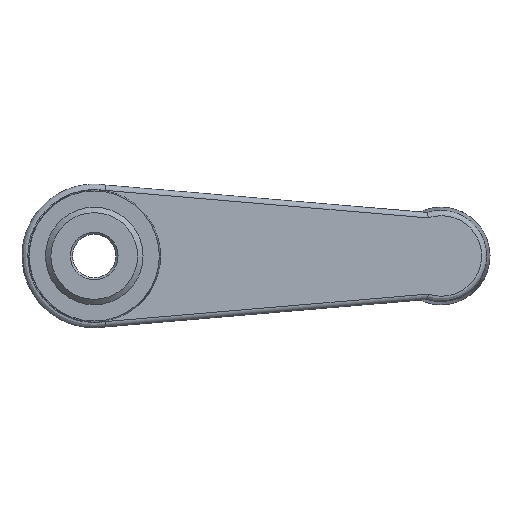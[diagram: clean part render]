
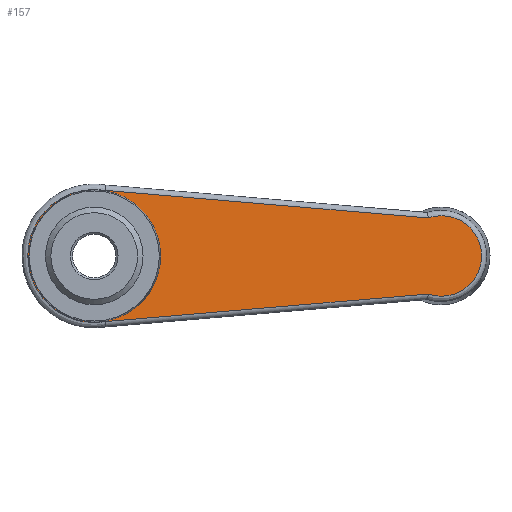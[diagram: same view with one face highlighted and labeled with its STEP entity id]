
A CAD part, front view. The second image highlights one B-rep face of the part: STEP entity #157.
In plain terms, the highlighted planar face has unit normal (0.102, -0.995, 0).
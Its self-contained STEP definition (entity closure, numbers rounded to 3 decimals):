
#112=ELLIPSE('',#618,7.462,7.423);
#113=ELLIPSE('',#619,12.336,12.272);
#114=ELLIPSE('',#620,12.22,12.156);
#157=ADVANCED_FACE('',(#239,#204),#194,.T.);
#194=PLANE('',#621);
#204=FACE_BOUND('',#272,.T.);
#239=FACE_OUTER_BOUND('',#271,.T.);
#271=EDGE_LOOP('',(#373,#374,#375,#376));
#272=EDGE_LOOP('',(#377));
#373=ORIENTED_EDGE('',*,*,#547,.T.);
#374=ORIENTED_EDGE('',*,*,#548,.T.);
#375=ORIENTED_EDGE('',*,*,#549,.T.);
#376=ORIENTED_EDGE('',*,*,#550,.T.);
#377=ORIENTED_EDGE('',*,*,#551,.F.);
#497=VERTEX_POINT('',#903);
#498=VERTEX_POINT('',#904);
#499=VERTEX_POINT('',#906);
#500=VERTEX_POINT('',#908);
#501=VERTEX_POINT('',#911);
#547=EDGE_CURVE('',#497,#498,#596,.T.);
#548=EDGE_CURVE('',#498,#499,#112,.T.);
#549=EDGE_CURVE('',#499,#500,#597,.T.);
#550=EDGE_CURVE('',#500,#497,#113,.T.);
#551=EDGE_CURVE('',#501,#501,#114,.T.);
#596=LINE('',#902,#605);
#597=LINE('',#907,#606);
#605=VECTOR('',#705,1.);
#606=VECTOR('',#708,1.);
#618=AXIS2_PLACEMENT_3D('',#905,#706,#707);
#619=AXIS2_PLACEMENT_3D('',#909,#709,#710);
#620=AXIS2_PLACEMENT_3D('',#910,#711,#712);
#621=AXIS2_PLACEMENT_3D('',#912,#713,#714);
#705=DIRECTION('',(0.991,0.101,0.085));
#706=DIRECTION('',(0.102,-0.995,0.));
#707=DIRECTION('',(-0.995,-0.102,0.));
#708=DIRECTION('',(-0.991,-0.101,0.085));
#709=DIRECTION('',(0.102,-0.995,0.));
#710=DIRECTION('',(-0.995,-0.102,0.));
#711=DIRECTION('',(0.102,-0.995,0.));
#712=DIRECTION('',(0.995,0.102,0.));
#713=DIRECTION('',(0.102,-0.995,0.));
#714=DIRECTION('',(0.995,0.102,0.));
#902=CARTESIAN_POINT('',(221.303,88.489,-7.045));
#903=CARTESIAN_POINT('',(162.053,82.436,-12.101));
#904=CARTESIAN_POINT('',(221.629,88.522,-7.017));
#905=CARTESIAN_POINT('',(224.049,88.769,0.));
#906=CARTESIAN_POINT('',(221.629,88.522,7.017));
#907=CARTESIAN_POINT('',(161.988,82.429,12.107));
#908=CARTESIAN_POINT('',(162.053,82.436,12.101));
#909=CARTESIAN_POINT('',(160.014,82.227,0.));
#910=CARTESIAN_POINT('',(160.087,82.235,0.));
#911=CARTESIAN_POINT('',(172.243,83.477,0.));
#912=CARTESIAN_POINT('',(224.,88.764,19.5));
